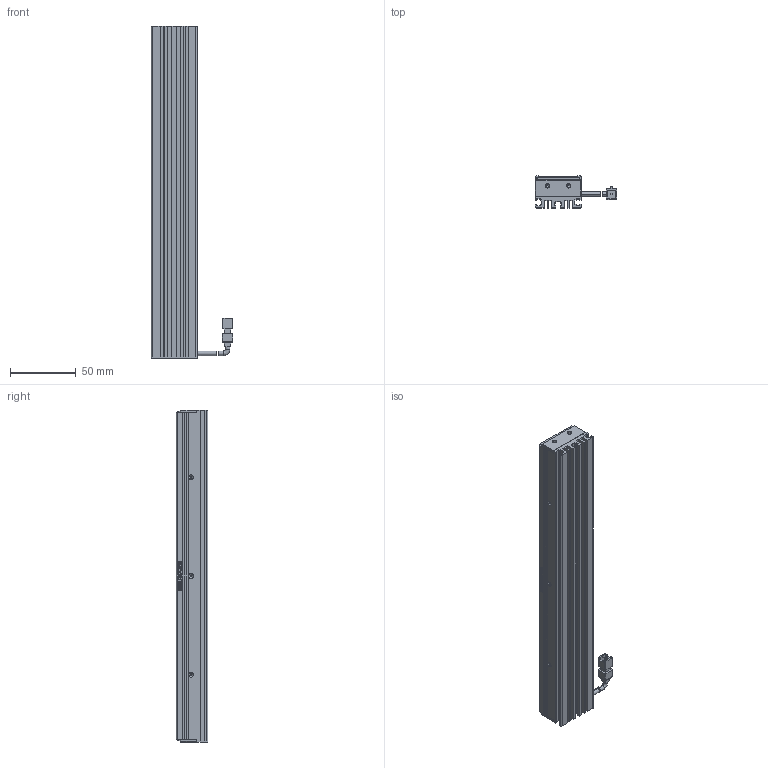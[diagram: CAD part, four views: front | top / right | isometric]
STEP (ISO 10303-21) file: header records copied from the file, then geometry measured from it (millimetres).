
FILE_DESCRIPTION (( 'STEP AP214' ), '1' );
FILE_NAME ('660114-B.STEP', '2019-03-19T05:41:55', ( '' ), ( '' ), 'SwSTEP 2.0', 'SolidWorks 2016', '' );
FILE_SCHEMA (( 'AUTOMOTIVE_DESIGN' ));
Length unit declared in the file: millimetre
Products named in the file (1): 660114-B
Bounding box: 62 x 24 x 252 mm (x, y, z)
Volume: 111777.5 mm3; surface area: 127736.7 mm2
Topology: 8 solids, 8 shells, 2226 faces, 5324 edges, 3129 vertices
Faces by surface type: cylinder 1263, plane 562, bspline 355, cone 46
Entity records: 88118 total; most frequent: CARTESIAN_POINT 15514, DIRECTION 10891, ORIENTED_EDGE 9420, EDGE_CURVE 4710, AXIS2_PLACEMENT_3D 4428, VERTEX_POINT 3129, EDGE_LOOP 2871, CIRCLE 2556
